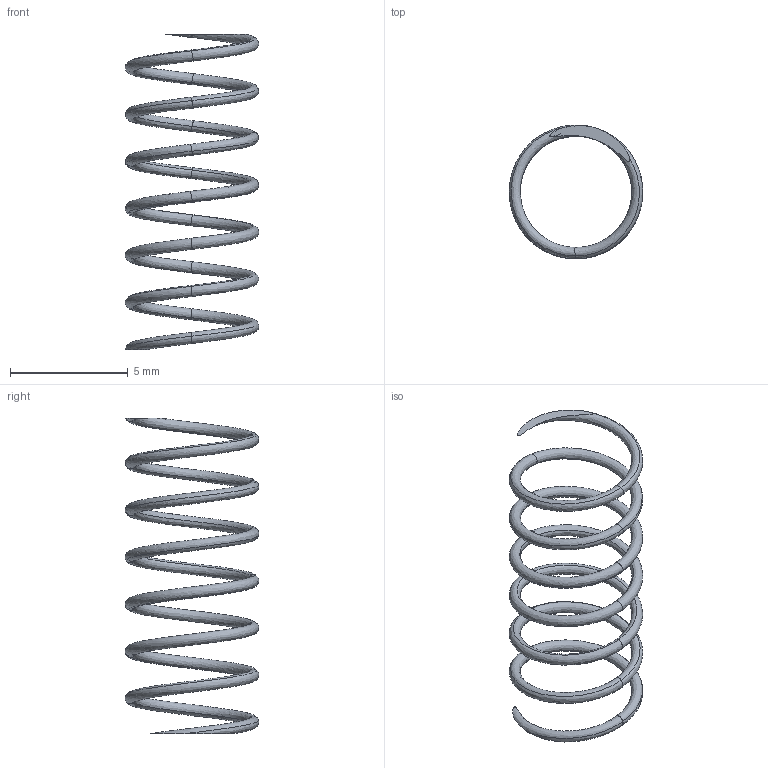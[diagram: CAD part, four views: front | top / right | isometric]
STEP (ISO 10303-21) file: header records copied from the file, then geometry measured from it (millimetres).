
FILE_DESCRIPTION(('CATIA V5 STEP Exchange'),'2;1');
FILE_NAME('arc.stp','2010-10-22T12:35:55+00:00',('none'),('none'),'CATIA Version 5 Release 19 SP 2 (IN-10)','CATIA V5 STEP AP203','none');
FILE_SCHEMA(('CONFIG_CONTROL_DESIGN'));
Length unit declared in the file: millimetre
Products named in the file (1): arc
Bounding box: 5.67 x 5.67 x 13.4 mm (x, y, z)
Volume: 19.3 mm3; surface area: 166.6 mm2
Topology: 1 solids, 1 shells, 32 faces, 64 edges, 35 vertices
Faces by surface type: bspline 30, plane 2
Entity records: 3255 total; most frequent: CARTESIAN_POINT 2865, ORIENTED_EDGE 126, EDGE_CURVE 63, VERTEX_POINT 33, ADVANCED_FACE 32, EDGE_LOOP 32, FACE_OUTER_BOUND 32, B_SPLINE_CURVE_WITH_KNOTS 6
